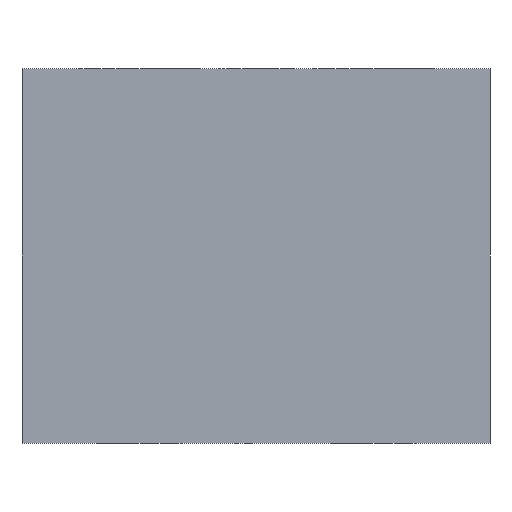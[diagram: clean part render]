
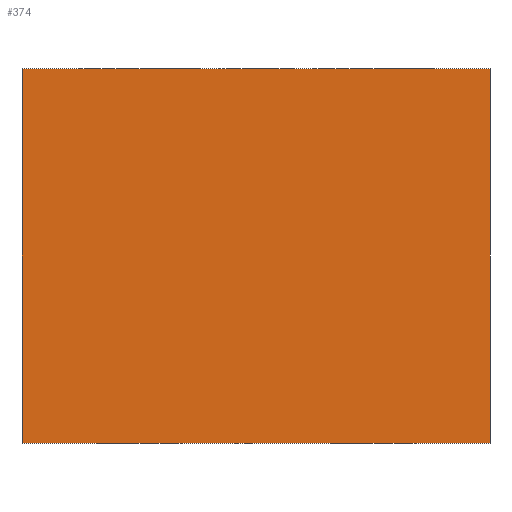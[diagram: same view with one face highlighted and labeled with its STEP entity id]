
A CAD part, front view. The second image highlights one B-rep face of the part: STEP entity #374.
In plain terms, the highlighted planar face has unit normal (0, -1, 0).
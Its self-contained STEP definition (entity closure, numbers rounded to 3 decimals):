
#7 = DIRECTION ( 'NONE',  ( -1., 0., 0. ) ) ;
#20 = CARTESIAN_POINT ( 'NONE',  ( -25., -25., 80. ) ) ;
#26 = VECTOR ( 'NONE', #617, 1000. ) ;
#29 = DIRECTION ( 'NONE',  ( -1., 0., 0. ) ) ;
#31 = VERTEX_POINT ( 'NONE', #20 ) ;
#62 = ORIENTED_EDGE ( 'NONE', *, *, #442, .T. ) ;
#65 = VECTOR ( 'NONE', #29, 1000. ) ;
#66 = EDGE_LOOP ( 'NONE', ( #293, #62, #390, #215 ) ) ;
#93 = LINE ( 'NONE', #233, #227 ) ;
#101 = CARTESIAN_POINT ( 'NONE',  ( 75., -25., 0. ) ) ;
#196 = EDGE_CURVE ( 'NONE', #31, #395, #520, .T. ) ;
#202 = LINE ( 'NONE', #251, #219 ) ;
#212 = CARTESIAN_POINT ( 'NONE',  ( 75., -25., 80. ) ) ;
#215 = ORIENTED_EDGE ( 'NONE', *, *, #534, .F. ) ;
#219 = VECTOR ( 'NONE', #7, 1000. ) ;
#227 = VECTOR ( 'NONE', #271, 1000. ) ;
#233 = CARTESIAN_POINT ( 'NONE',  ( 75., -25., 80. ) ) ;
#242 = EDGE_CURVE ( 'NONE', #389, #362, #93, .T. ) ;
#247 = DIRECTION ( 'NONE',  ( 0., -1., 0. ) ) ;
#251 = CARTESIAN_POINT ( 'NONE',  ( 75., -25., 0. ) ) ;
#271 = DIRECTION ( 'NONE',  ( 0., 0., -1. ) ) ;
#281 = AXIS2_PLACEMENT_3D ( 'NONE', #282, #247, #339 ) ;
#282 = CARTESIAN_POINT ( 'NONE',  ( 75., -25., 80. ) ) ;
#283 = CARTESIAN_POINT ( 'NONE',  ( 75., -25., 80. ) ) ;
#290 = FACE_OUTER_BOUND ( 'NONE', #66, .T. ) ;
#293 = ORIENTED_EDGE ( 'NONE', *, *, #242, .F. ) ;
#328 = CARTESIAN_POINT ( 'NONE',  ( -25., -25., 80. ) ) ;
#339 = DIRECTION ( 'NONE',  ( 1., 0., 0. ) ) ;
#362 = VERTEX_POINT ( 'NONE', #101 ) ;
#374 = ADVANCED_FACE ( 'NONE', ( #290 ), #577, .T. ) ;
#389 = VERTEX_POINT ( 'NONE', #283 ) ;
#390 = ORIENTED_EDGE ( 'NONE', *, *, #196, .T. ) ;
#395 = VERTEX_POINT ( 'NONE', #532 ) ;
#442 = EDGE_CURVE ( 'NONE', #389, #31, #508, .T. ) ;
#508 = LINE ( 'NONE', #212, #65 ) ;
#520 = LINE ( 'NONE', #328, #26 ) ;
#532 = CARTESIAN_POINT ( 'NONE',  ( -25., -25., 0. ) ) ;
#534 = EDGE_CURVE ( 'NONE', #362, #395, #202, .T. ) ;
#577 = PLANE ( 'NONE',  #281 ) ;
#617 = DIRECTION ( 'NONE',  ( 0., 0., -1. ) ) ;
